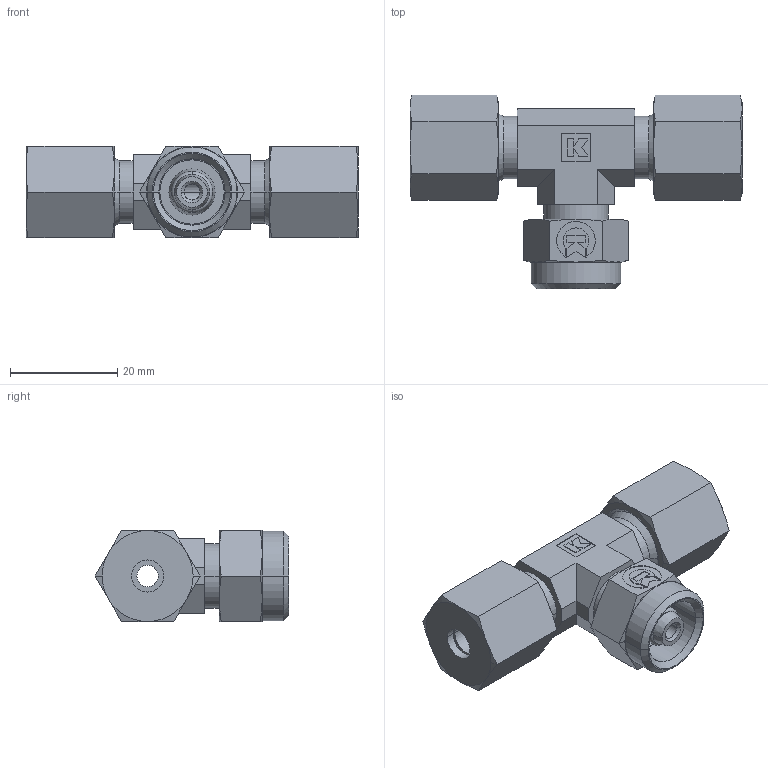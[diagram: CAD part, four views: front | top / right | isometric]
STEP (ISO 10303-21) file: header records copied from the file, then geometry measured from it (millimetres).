
FILE_DESCRIPTION( ( '' ), '1' );
FILE_NAME( '3866061406.stp', '2012-08-13T08:56:15', ( '' ), ( '' ), ' ', ' ', ' ' );
FILE_SCHEMA( ( 'CONFIG_CONTROL_DESIGN' ) );
Length unit declared in the file: millimetre
Products named in the file (5): 1; 2; 3; 4; 5
Bounding box: 62 x 36.22 x 17 mm (x, y, z)
Volume: 14710.3 mm3; surface area: 9829.9 mm2
Topology: 5 solids, 6 shells, 272 faces, 626 edges, 383 vertices
Faces by surface type: plane 122, cone 94, cylinder 48, torus 8
Entity records: 7813 total; most frequent: CARTESIAN_POINT 1481, DIRECTION 1313, ORIENTED_EDGE 1252, EDGE_CURVE 626, AXIS2_PLACEMENT_3D 485, VERTEX_POINT 383, LINE 343, VECTOR 343
